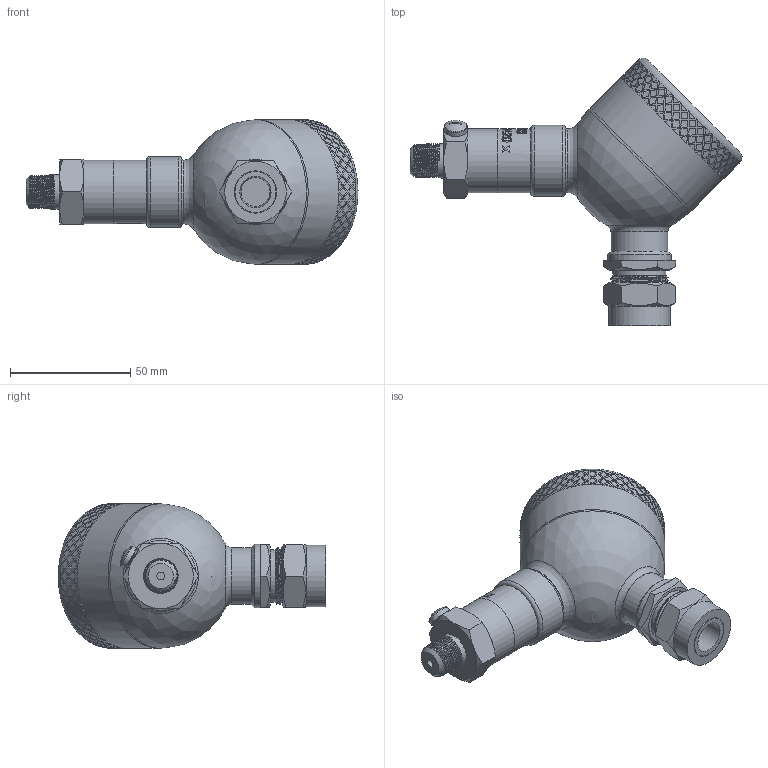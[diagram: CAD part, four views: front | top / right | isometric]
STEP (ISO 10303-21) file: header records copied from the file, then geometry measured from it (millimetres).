
FILE_DESCRIPTION(/* description */ (''),/* implementation_level */ '2;1');
FILE_NAME(/* name */ 'APZ3420x_NPT1''4_CableGlandM20x1,5Exd_display.step',/* time_stamp */ '2021-07-02T14:25:10+03:00',/* author */ (''),/* organization */ (''),/* preprocessor_version */ 'ST-DEVELOPER v18.1',/* originating_system */ 'Autodesk Translation Framework v10.9.0.1377',/* authorisation */ '');
FILE_SCHEMA (('AUTOMOTIVE_DESIGN { 1 0 10303 214 3 1 1 }'));
Length unit declared in the file: millimetre
Products named in the file (8): АПЗ 3420 х заполненный; NPT 1\4; Field housing; Cover for display; Display; Main body; screw M6x1 v1; M20x1,5 steel cable gland Ex d v3
Assembly tree (7 placements, depth 3):
  АПЗ 3420 х заполненный
    NPT 1\4
    Field housing
      Cover for display
      Display
      Main body
    screw M6x1 v1
    M20x1,5 steel cable gland Ex d v3
Bounding box: 137.88 x 111.09 x 60.1 mm (x, y, z)
Volume: 231644.2 mm3; surface area: 51393.5 mm2
Topology: 14 solids, 14 shells, 1618 faces, 4042 edges, 2656 vertices
Faces by surface type: bspline 960, cylinder 333, plane 266, cone 44, torus 13, sphere 2
Full cylindrical faces by diameter (mm): 3.3 x1, 4.744 x3, 5 x4, 5.035 x3, 5.884 x4, 6.147 x2, 9.6 x1, 12 x1, 13 x1, 17 x2, 17.6 x1, 18.137 x7, 19.85 x6, 21 x1, 22 x1, 22.132 x1, 22.4 x1, 23.6 x1, 24.5 x2, 25.6 x1, 26.5 x3, 29.5 x1, 41 x3, 46 x2, 52.5 x1, 53 x1, 54.5 x1, 57.2 x1, 60 x2
Entity records: 70400 total; most frequent: CARTESIAN_POINT 39499, ORIENTED_EDGE 8078, EDGE_CURVE 4039, DIRECTION 3018, B_SPLINE_CURVE_WITH_KNOTS 2735, VERTEX_POINT 2656, EDGE_LOOP 1857, FACE_OUTER_BOUND 1618
